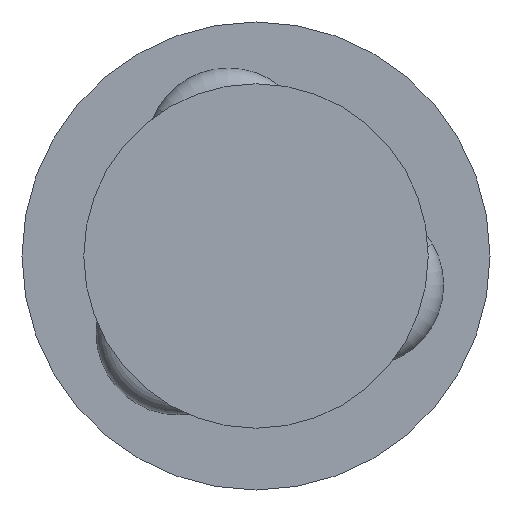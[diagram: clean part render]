
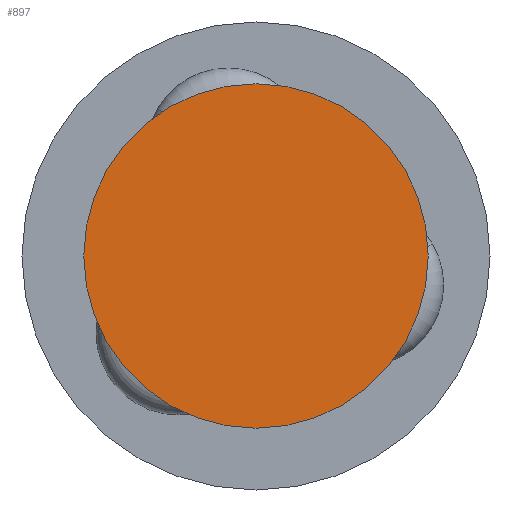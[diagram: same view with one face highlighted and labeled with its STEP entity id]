
A CAD part, front view. The second image highlights one B-rep face of the part: STEP entity #897.
In plain terms, the highlighted planar face has unit normal (0, -1, 0).
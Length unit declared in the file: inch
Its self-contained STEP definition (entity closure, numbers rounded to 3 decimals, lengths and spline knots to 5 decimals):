
#897 = ADVANCED_FACE ( 'NONE', ( #2673 ), #6078, .F. ) ;
#2457 = DIRECTION ( 'NONE',  ( 0., 1., 0. ) ) ;
#2565 = EDGE_CURVE ( 'NONE', #3854, #2660, #3662, .T. ) ;
#2660 = VERTEX_POINT ( 'NONE', #6061 ) ;
#2673 = FACE_OUTER_BOUND ( 'NONE', #8184, .T. ) ;
#3190 = DIRECTION ( 'NONE',  ( 0., 0., 1. ) ) ;
#3217 = CARTESIAN_POINT ( 'NONE',  ( 0.5, 0.49759, 1.27042 ) ) ;
#3515 = CARTESIAN_POINT ( 'NONE',  ( 0.5, 0.49759, 1.27042 ) ) ;
#3662 = CIRCLE ( 'NONE', #5823, 1.10395 ) ;
#3854 = VERTEX_POINT ( 'NONE', #4956 ) ;
#3907 = DIRECTION ( 'NONE',  ( 0., 1., 0. ) ) ;
#4251 = DIRECTION ( 'NONE',  ( 0., 0., 1. ) ) ;
#4728 = DIRECTION ( 'NONE',  ( 0., 0., 1. ) ) ;
#4956 = CARTESIAN_POINT ( 'NONE',  ( 0.5, 0.49759, 2.37437 ) ) ;
#5614 = EDGE_CURVE ( 'NONE', #2660, #3854, #7517, .T. ) ;
#5632 = ORIENTED_EDGE ( 'NONE', *, *, #2565, .F. ) ;
#5823 = AXIS2_PLACEMENT_3D ( 'NONE', #7591, #3907, #4728 ) ;
#6061 = CARTESIAN_POINT ( 'NONE',  ( 0.5, 0.49759, 0.16647 ) ) ;
#6078 = PLANE ( 'NONE',  #8529 ) ;
#6701 = ORIENTED_EDGE ( 'NONE', *, *, #5614, .F. ) ;
#7517 = CIRCLE ( 'NONE', #7616, 1.10395 ) ;
#7591 = CARTESIAN_POINT ( 'NONE',  ( 0.5, 0.49759, 1.27042 ) ) ;
#7616 = AXIS2_PLACEMENT_3D ( 'NONE', #3515, #8598, #4251 ) ;
#8184 = EDGE_LOOP ( 'NONE', ( #5632, #6701 ) ) ;
#8529 = AXIS2_PLACEMENT_3D ( 'NONE', #3217, #2457, #3190 ) ;
#8598 = DIRECTION ( 'NONE',  ( 0., 1., 0. ) ) ;
